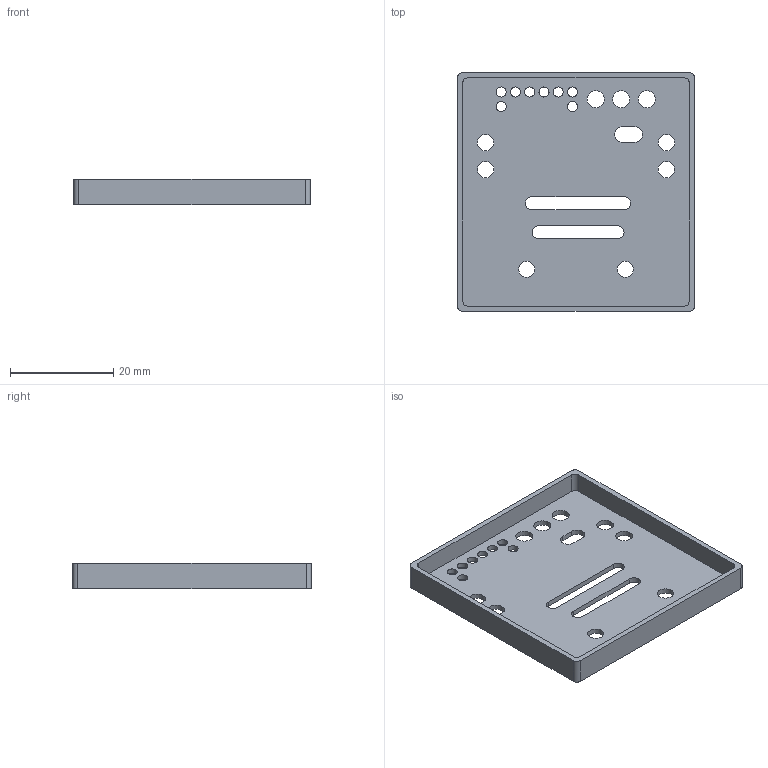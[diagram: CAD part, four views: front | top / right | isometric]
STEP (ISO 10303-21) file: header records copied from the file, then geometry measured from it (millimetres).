
FILE_DESCRIPTION(/* description */ (''),/* implementation_level */ '2;1');
FILE_NAME(/* name */ 'Enclosure Male Header Pin Cutouts Test Print.step',/* time_stamp */ '2024-06-07T23:47:31-04:00',/* author */ (''),/* organization */ (''),/* preprocessor_version */ 'ST-DEVELOPER v20',/* originating_system */ 'Autodesk Translation Framework v13.14.0.145',/* authorisation */ '');
FILE_SCHEMA (('AUTOMOTIVE_DESIGN { 1 0 10303 214 3 1 1 }'));
Length unit declared in the file: millimetre
Products named in the file (1): Enclosure
Bounding box: 45.8 x 46.2 x 4.9 mm (x, y, z)
Volume: 2613.2 mm3; surface area: 5631.4 mm2
Topology: 1 solids, 1 shells, 48 faces, 135 edges, 90 vertices
Faces by surface type: cylinder 31, plane 17
Full cylindrical faces by diameter (mm): 1.95 x8, 3.11 x2, 3.2 x4, 3.3 x3
Entity records: 1694 total; most frequent: DIRECTION 295, CARTESIAN_POINT 274, ORIENTED_EDGE 270, EDGE_CURVE 135, AXIS2_PLACEMENT_3D 111, VERTEX_POINT 90, EDGE_LOOP 89, LINE 73
